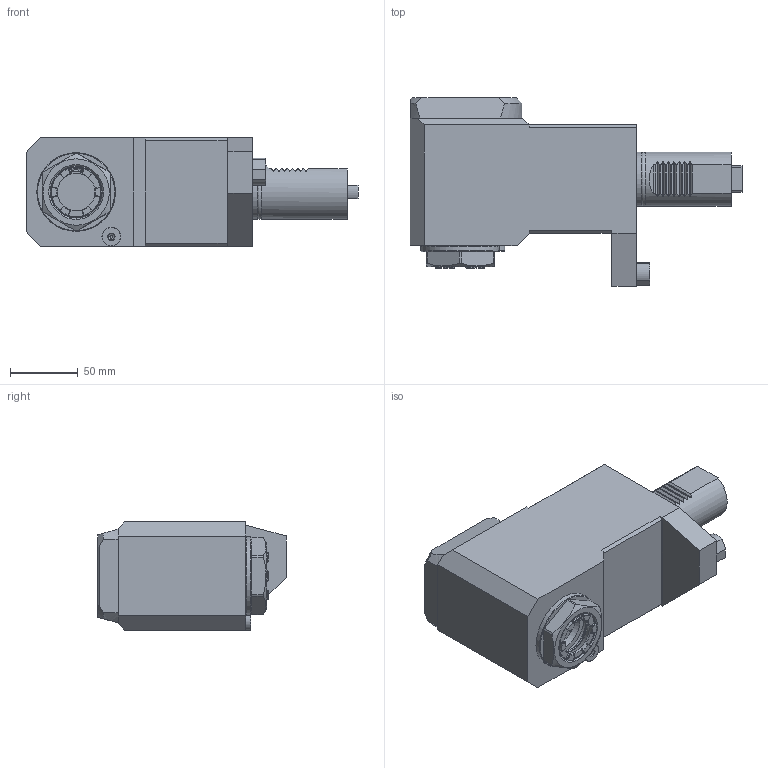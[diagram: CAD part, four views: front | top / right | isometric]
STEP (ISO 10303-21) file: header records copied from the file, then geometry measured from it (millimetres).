
FILE_DESCRIPTION(/* description */ ('8 030 46 292.01'),/* implementation_level */ '2;1');
FILE_NAME(/* name */ '8 030 46 292.01',/* time_stamp */ '2022-02-07T09:32:21+01:00',/* author */ ('heimatec GmbH'),/* organization */ (''),/* preprocessor_version */ 'ST-DEVELOPER v16.7',/* originating_system */ 'Solid Edge',/* authorisation */ 'Unknown');
FILE_SCHEMA (('AUTOMOTIVE_DESIGN {1 0 10303 214 3 1 1}'));
Length unit declared in the file: millimetre
Products named in the file (1): Part13
Bounding box: 245 x 139 x 80 mm (x, y, z)
Volume: 1371036.9 mm3; surface area: 94702.8 mm2
Topology: 1 solids, 2 shells, 383 faces, 991 edges, 648 vertices
Faces by surface type: plane 242, cylinder 108, cone 24, torus 7, bspline 2
Full cylindrical faces by diameter (mm): 0.425 x1, 0.51 x1, 1.6 x1, 5.949 x1, 10 x1, 12 x1, 14 x1, 27.9 x1, 36.5 x1, 38.376 x2, 38.5 x2, 40 x2, 40.2 x1, 50 x1, 58 x1
Entity records: 11810 total; most frequent: CARTESIAN_POINT 2662, ORIENTED_EDGE 1890, DIRECTION 1820, EDGE_CURVE 945, VERTEX_POINT 635, AXIS2_PLACEMENT_3D 617, LINE 586, VECTOR 586
